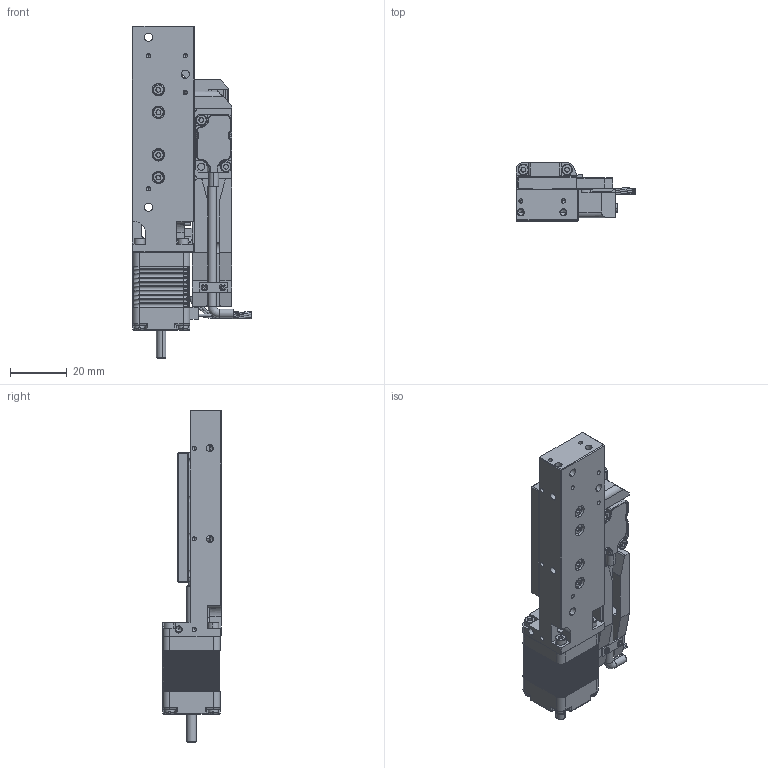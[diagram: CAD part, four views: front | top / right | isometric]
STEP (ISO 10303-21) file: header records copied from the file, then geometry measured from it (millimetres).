
FILE_DESCRIPTION (( 'STEP AP214' ), '1' );
FILE_NAME ('VT-21L-12X1X.STEP', '2023-03-01T22:03:22', ( '' ), ( '' ), 'SwSTEP 2.0', 'SolidWorks 2020', '' );
FILE_SCHEMA (( 'AUTOMOTIVE_DESIGN' ));
Length unit declared in the file: millimetre
Products named in the file (22): 110324 Scale, Renishaw, RKLF20-S, With Adhesive_38mm; SCREW, SHCS-S, M-DIN_M2 x 0.4 x 05mm; SCREW, MS-PPH, M-JCIS_M2 x 0.4 x 4mm; VT-21L-12X1X; Dowel Pin, M-DIN_M01.5 x 005; ENC cable extention; Dowel Pin, E-NR_E1''16 x 3''16in; SCREW, SHCS-S, M-DIN_M2 x 0.4 x 03mm; 431327 VT-21 26mm, Scale Bracket, Renishaw Atom, RKLF; SCREW, SHCS-S, M-DIN_M2 x 0.4 x 14mm; SCREW, SHCS-S, M-DIN_M2 x 0.4 x 06mm; SCREW, SHCS-S, M-DIN_M2 x 0.4 x 04mm; 130005 Motor S8-NC; SCREW, MS-PPH, M-JCIS_M1.6 x 0.35 x 4mm; 431326 VT-21 26mm, Enc Bracket, Renishaw Atom, RKLF; 110212 Encoder Head, Renishaw Atom, Atmospheric_Demo; VT-21 Cable; 130009 Leadscrew S8, Male_55.2; 430101-F Base 26mm; 430102-D Carriage 26mm; 431401 VT-50L, Piezo, Cable Clamp, Motor Cover; Set Screw, Cup-H, M-DIN_M2.0 x 0.4 x 03mm
Assembly tree (37 placements, depth 2):
  VT-21L-12X1X
    SCREW, SHCS-S, M-DIN_M2 x 0.4 x 04mm  x4
    Dowel Pin, E-NR_E1''16 x 3''16in  x4
    Set Screw, Cup-H, M-DIN_M2.0 x 0.4 x 03mm
    VT-21 Cable
    130005 Motor S8-NC
    130009 Leadscrew S8, Male_55.2
    SCREW, SHCS-S, M-DIN_M2 x 0.4 x 05mm
    Dowel Pin, M-DIN_M01.5 x 005  x2
    SCREW, SHCS-S, M-DIN_M2 x 0.4 x 06mm  x2
    SCREW, SHCS-S, M-DIN_M2 x 0.4 x 14mm  x2
    SCREW, MS-PPH, M-JCIS_M2 x 0.4 x 4mm  x4
    SCREW, SHCS-S, M-DIN_M2 x 0.4 x 03mm  x4
    430102-D Carriage 26mm
    430101-F Base 26mm
    110212 Encoder Head, Renishaw Atom, Atmospheric_Demo
    110324 Scale, Renishaw, RKLF20-S, With Adhesive_38mm
    431401 VT-50L, Piezo, Cable Clamp, Motor Cover
    SCREW, MS-PPH, M-JCIS_M1.6 x 0.35 x 4mm  x2
    431326 VT-21 26mm, Enc Bracket, Renishaw Atom, RKLF
    431327 VT-21 26mm, Scale Bracket, Renishaw Atom, RKLF
    ENC cable extention
Bounding box: 42.35 x 20.6 x 117.24 mm (x, y, z)
Volume: 37345.8 mm3; surface area: 27413.6 mm2
Topology: 39 solids, 39 shells, 2341 faces, 5458 edges, 3201 vertices
Faces by surface type: cylinder 829, plane 732, torus 454, cone 252, bspline 66, sphere 8
Entity records: 68057 total; most frequent: CARTESIAN_POINT 16628, DIRECTION 10120, ORIENTED_EDGE 9312, EDGE_CURVE 4656, AXIS2_PLACEMENT_3D 3936, VERTEX_POINT 2785, VECTOR 2248, LINE 2248
